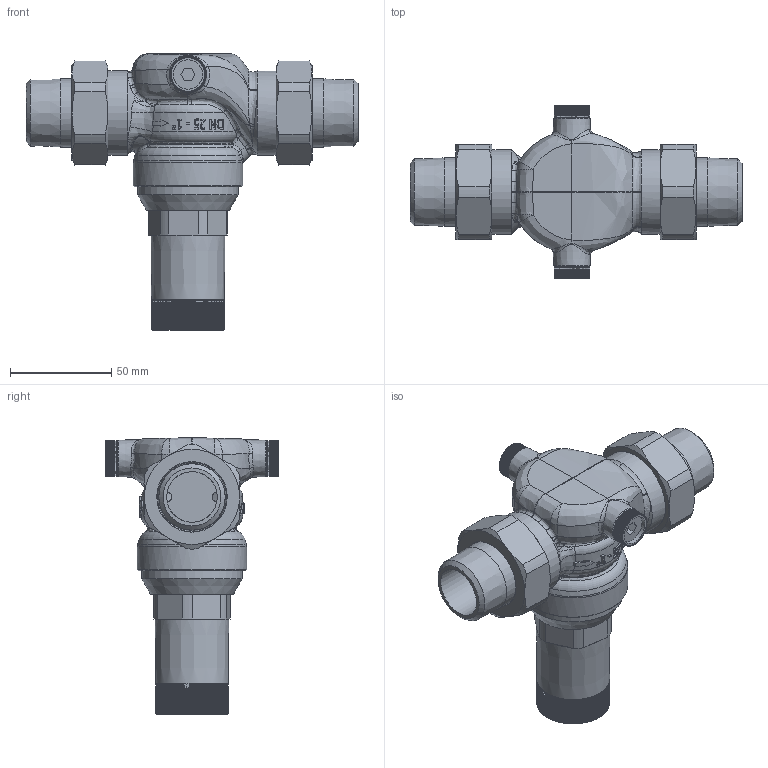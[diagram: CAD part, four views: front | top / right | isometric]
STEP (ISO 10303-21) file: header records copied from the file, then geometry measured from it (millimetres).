
FILE_DESCRIPTION((''),'2;1');
FILE_NAME('004334.stp','2012-11-19T17:11:51',('powierski'),(''),'Autodesk Inventor 2013','Autodesk Inventor 2013','');
FILE_SCHEMA(('AUTOMOTIVE_DESIGN { 1 0 10303 214 1 1 1 1 }'));
Length unit declared in the file: millimetre
Products named in the file (1): 004334_step
Bounding box: 164 x 85.8 x 136.68 mm (x, y, z)
Volume: 360101.2 mm3; surface area: 52980.7 mm2
Topology: 1 solids, 9 shells, 3320 faces, 8500 edges, 5214 vertices
Faces by surface type: plane 2397, cylinder 691, bspline 150, cone 56, torus 19, sphere 7
Full cylindrical faces by diameter (mm): 4 x1, 12 x1, 13 x1, 14.5 x2, 25 x2, 33.7 x2, 33.8 x2, 41.91 x2, 50 x1, 54 x1
Entity records: 110850 total; most frequent: CARTESIAN_POINT 27924, ORIENTED_EDGE 16876, DIRECTION 16513, EDGE_CURVE 8438, AXIS2_PLACEMENT_3D 5773, VERTEX_POINT 5196, VECTOR 4967, LINE 4967
